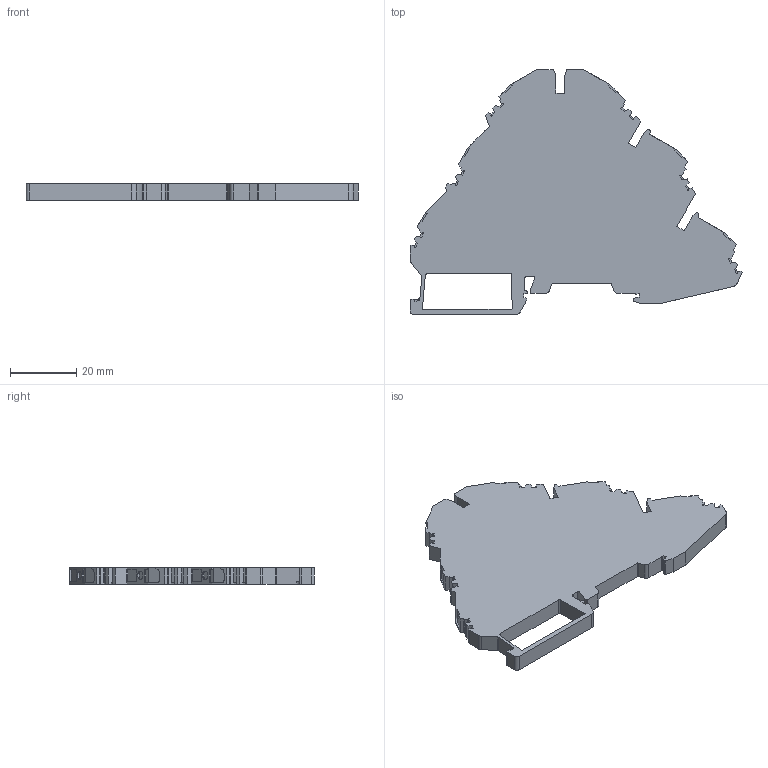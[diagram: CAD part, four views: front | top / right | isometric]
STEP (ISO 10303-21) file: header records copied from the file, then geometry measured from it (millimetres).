
FILE_DESCRIPTION (( 'STEP AP214' ), '1' );
FILE_NAME ('324500_YBK 2,5-3F_Beige.STP', '2013-11-13T13:52:52', ( 'arge' ), ( 'Microsoft' ), 'SwSTEP 2.0', 'SolidWorks 2013', '' );
FILE_SCHEMA (( 'AUTOMOTIVE_DESIGN' ));
Length unit declared in the file: millimetre
Products named in the file (1): 324500_YBK 2,5-3F_Beige
Bounding box: 100 x 73.7 x 5 mm (x, y, z)
Volume: 22001.9 mm3; surface area: 11385.3 mm2
Topology: 1 solids, 1 shells, 404 faces, 1148 edges, 754 vertices
Faces by surface type: plane 299, cylinder 105
Entity records: 13012 total; most frequent: CARTESIAN_POINT 2415, ORIENTED_EDGE 2296, DIRECTION 2096, EDGE_CURVE 1148, VECTOR 938, LINE 938, VERTEX_POINT 754, AXIS2_PLACEMENT_3D 579
